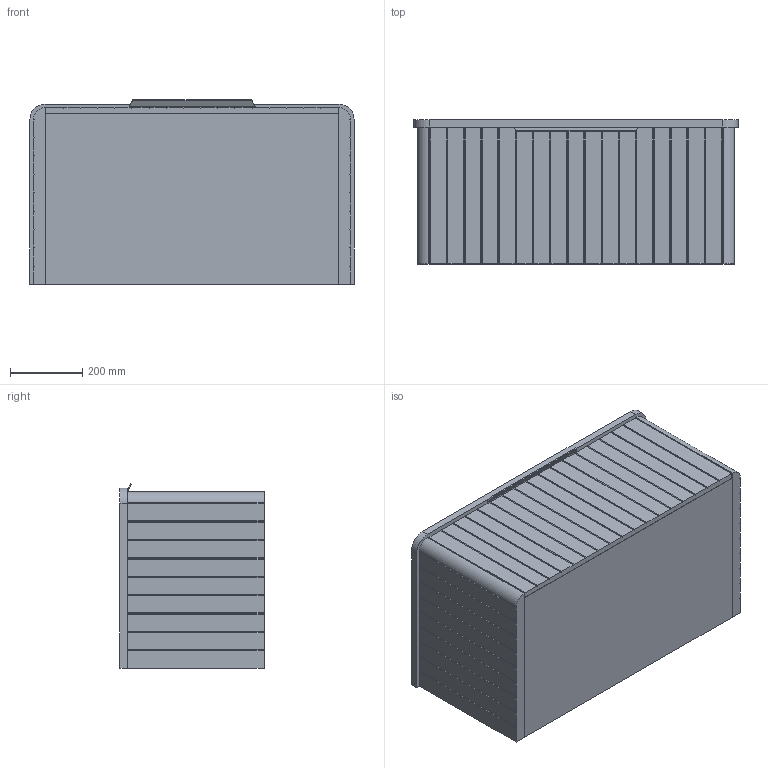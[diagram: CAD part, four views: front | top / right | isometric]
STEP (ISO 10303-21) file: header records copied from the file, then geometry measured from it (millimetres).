
FILE_DESCRIPTION (( 'STEP AP214' ), '1' );
FILE_NAME ('Kado Neue 900 All Drawer.STEP', '2019-07-10T05:42:15', ( '' ), ( '' ), 'SwSTEP 2.0', 'SolidWorks 2015', '' );
FILE_SCHEMA (( 'AUTOMOTIVE_DESIGN' ));
Length unit declared in the file: millimetre
Products named in the file (3): Kado Neue 900 All Drawer; Blaze 350
Assembly tree (2 placements, depth 2):
  Kado Neue 900 All Drawer
    Kado Neue 900 All Drawer
    Blaze 350
Bounding box: 900 x 400 x 512 mm (x, y, z)
Volume: 46463196.2 mm3; surface area: 5157715.1 mm2
Topology: 6 solids, 6 shells, 153 faces, 418 edges, 278 vertices
Faces by surface type: plane 145, cylinder 8
Entity records: 4898 total; most frequent: CARTESIAN_POINT 854, ORIENTED_EDGE 836, DIRECTION 750, EDGE_CURVE 418, LINE 402, VECTOR 402, VERTEX_POINT 278, AXIS2_PLACEMENT_3D 174
